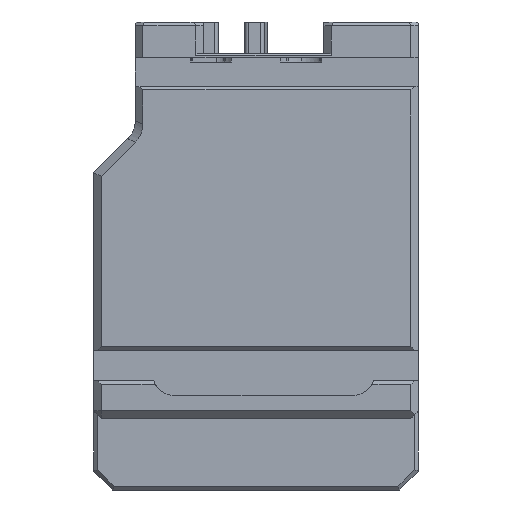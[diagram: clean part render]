
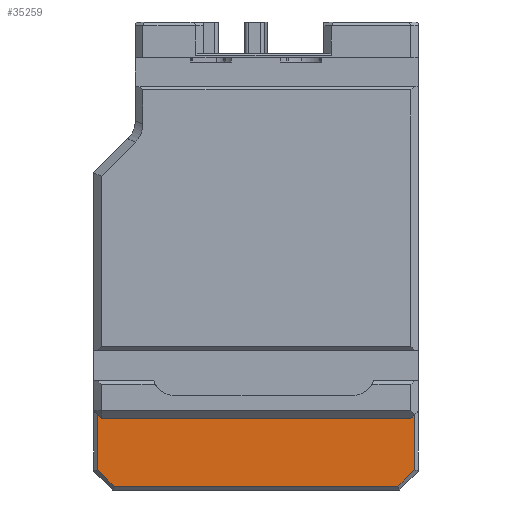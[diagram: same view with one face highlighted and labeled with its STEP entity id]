
A CAD part, left-side view. The second image highlights one B-rep face of the part: STEP entity #35259.
In plain terms, the highlighted planar face has unit normal (-1, 0, 0).
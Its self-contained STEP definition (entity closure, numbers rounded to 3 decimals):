
#15726 = PLANE('',#15727);
#15727 = AXIS2_PLACEMENT_3D('',#15728,#15729,#15730);
#15728 = CARTESIAN_POINT('',(88.074,-48.,-105.));
#15729 = DIRECTION('',(0.,-0.707,-0.707));
#15730 = DIRECTION('',(1.,0.,0.));
#15754 = PLANE('',#15755);
#15755 = AXIS2_PLACEMENT_3D('',#15756,#15757,#15758);
#15756 = CARTESIAN_POINT('',(1.,-50.,-124.));
#15757 = DIRECTION('',(0.707,0.707,0.));
#15758 = DIRECTION('',(0.,0.,-1.));
#18504 = PLANE('',#18505);
#18505 = AXIS2_PLACEMENT_3D('',#18506,#18507,#18508);
#18506 = CARTESIAN_POINT('',(1.,36.,0.));
#18507 = DIRECTION('',(-0.707,0.707,0.));
#18508 = DIRECTION('',(0.,0.,-1.));
#18532 = PLANE('',#18533);
#18533 = AXIS2_PLACEMENT_3D('',#18534,#18535,#18536);
#18534 = CARTESIAN_POINT('',(0.,36.,-103.));
#18535 = DIRECTION('',(0.,-0.707,0.707));
#18536 = DIRECTION('',(-1.,0.,0.));
#27166 = EDGE_CURVE('',#27167,#27169,#27171,.T.);
#27167 = VERTEX_POINT('',#27168);
#27168 = CARTESIAN_POINT('',(0.,-49.,-104.));
#27169 = VERTEX_POINT('',#27170);
#27170 = CARTESIAN_POINT('',(0.,-48.,-105.));
#27171 = SURFACE_CURVE('',#27172,(#27176,#27183),.PCURVE_S1.);
#27172 = LINE('',#27173,#27174);
#27173 = CARTESIAN_POINT('',(0.,-48.,-105.));
#27174 = VECTOR('',#27175,1.);
#27175 = DIRECTION('',(0.,0.707,-0.707));
#27176 = PCURVE('',#15726,#27177);
#27177 = DEFINITIONAL_REPRESENTATION('',(#27178),#27182);
#27178 = LINE('',#27179,#27180);
#27179 = CARTESIAN_POINT('',(-88.074,0.));
#27180 = VECTOR('',#27181,1.);
#27181 = DIRECTION('',(0.,-1.));
#27182 = ( GEOMETRIC_REPRESENTATION_CONTEXT(2) 
PARAMETRIC_REPRESENTATION_CONTEXT() REPRESENTATION_CONTEXT('2D SPACE',''
  ) );
#27183 = PCURVE('',#27184,#27189);
#27184 = PLANE('',#27185);
#27185 = AXIS2_PLACEMENT_3D('',#27186,#27187,#27188);
#27186 = CARTESIAN_POINT('',(0.,0.,0.));
#27187 = DIRECTION('',(-1.,0.,0.));
#27188 = DIRECTION('',(0.,-1.,0.));
#27189 = DEFINITIONAL_REPRESENTATION('',(#27190),#27194);
#27190 = LINE('',#27191,#27192);
#27191 = CARTESIAN_POINT('',(48.,-105.));
#27192 = VECTOR('',#27193,1.);
#27193 = DIRECTION('',(-0.707,-0.707));
#27194 = ( GEOMETRIC_REPRESENTATION_CONTEXT(2) 
PARAMETRIC_REPRESENTATION_CONTEXT() REPRESENTATION_CONTEXT('2D SPACE',''
  ) );
#27283 = PLANE('',#27284);
#27284 = AXIS2_PLACEMENT_3D('',#27285,#27286,#27287);
#27285 = CARTESIAN_POINT('',(88.074,36.,-105.));
#27286 = DIRECTION('',(0.,0.,1.));
#27287 = DIRECTION('',(0.,-1.,0.));
#27299 = EDGE_CURVE('',#27300,#27167,#27302,.T.);
#27300 = VERTEX_POINT('',#27301);
#27301 = CARTESIAN_POINT('',(0.,-49.,-118.586));
#27302 = SURFACE_CURVE('',#27303,(#27307,#27314),.PCURVE_S1.);
#27303 = LINE('',#27304,#27305);
#27304 = CARTESIAN_POINT('',(0.,-49.,0.));
#27305 = VECTOR('',#27306,1.);
#27306 = DIRECTION('',(0.,0.,1.));
#27307 = PCURVE('',#15754,#27308);
#27308 = DEFINITIONAL_REPRESENTATION('',(#27309),#27313);
#27309 = LINE('',#27310,#27311);
#27310 = CARTESIAN_POINT('',(-124.,1.414));
#27311 = VECTOR('',#27312,1.);
#27312 = DIRECTION('',(-1.,0.));
#27313 = ( GEOMETRIC_REPRESENTATION_CONTEXT(2) 
PARAMETRIC_REPRESENTATION_CONTEXT() REPRESENTATION_CONTEXT('2D SPACE',''
  ) );
#27314 = PCURVE('',#27184,#27315);
#27315 = DEFINITIONAL_REPRESENTATION('',(#27316),#27320);
#27316 = LINE('',#27317,#27318);
#27317 = CARTESIAN_POINT('',(49.,0.));
#27318 = VECTOR('',#27319,1.);
#27319 = DIRECTION('',(0.,1.));
#27320 = ( GEOMETRIC_REPRESENTATION_CONTEXT(2) 
PARAMETRIC_REPRESENTATION_CONTEXT() REPRESENTATION_CONTEXT('2D SPACE',''
  ) );
#27336 = PLANE('',#27337);
#27337 = AXIS2_PLACEMENT_3D('',#27338,#27339,#27340);
#27338 = CARTESIAN_POINT('',(0.,-83.793,-83.793)
  );
#27339 = DIRECTION('',(0.707,0.5,0.5));
#27340 = DIRECTION('',(0.,-0.707,0.707
    ));
#28985 = PLANE('',#28986);
#28986 = AXIS2_PLACEMENT_3D('',#28987,#28988,#28989);
#28987 = CARTESIAN_POINT('',(0.,76.793,-76.793)
  );
#28988 = DIRECTION('',(-0.707,0.5,-0.5));
#28989 = DIRECTION('',(0.,0.707,0.707
    ));
#29001 = VERTEX_POINT('',#29002);
#29002 = CARTESIAN_POINT('',(0.,35.,-104.));
#29025 = VERTEX_POINT('',#29026);
#29026 = CARTESIAN_POINT('',(0.,35.,-118.586));
#29047 = EDGE_CURVE('',#29001,#29025,#29048,.T.);
#29048 = SURFACE_CURVE('',#29049,(#29053,#29060),.PCURVE_S1.);
#29049 = LINE('',#29050,#29051);
#29050 = CARTESIAN_POINT('',(0.,35.,-119.));
#29051 = VECTOR('',#29052,1.);
#29052 = DIRECTION('',(0.,0.,-1.));
#29053 = PCURVE('',#18504,#29054);
#29054 = DEFINITIONAL_REPRESENTATION('',(#29055),#29059);
#29055 = LINE('',#29056,#29057);
#29056 = CARTESIAN_POINT('',(119.,1.414));
#29057 = VECTOR('',#29058,1.);
#29058 = DIRECTION('',(1.,0.));
#29059 = ( GEOMETRIC_REPRESENTATION_CONTEXT(2) 
PARAMETRIC_REPRESENTATION_CONTEXT() REPRESENTATION_CONTEXT('2D SPACE',''
  ) );
#29060 = PCURVE('',#27184,#29061);
#29061 = DEFINITIONAL_REPRESENTATION('',(#29062),#29066);
#29062 = LINE('',#29063,#29064);
#29063 = CARTESIAN_POINT('',(-35.,-119.));
#29064 = VECTOR('',#29065,1.);
#29065 = DIRECTION('',(0.,-1.));
#29066 = ( GEOMETRIC_REPRESENTATION_CONTEXT(2) 
PARAMETRIC_REPRESENTATION_CONTEXT() REPRESENTATION_CONTEXT('2D SPACE',''
  ) );
#29071 = EDGE_CURVE('',#29072,#29001,#29074,.T.);
#29072 = VERTEX_POINT('',#29073);
#29073 = CARTESIAN_POINT('',(0.,34.,-105.));
#29074 = SURFACE_CURVE('',#29075,(#29079,#29086),.PCURVE_S1.);
#29075 = LINE('',#29076,#29077);
#29076 = CARTESIAN_POINT('',(0.,36.,-103.));
#29077 = VECTOR('',#29078,1.);
#29078 = DIRECTION('',(0.,0.707,0.707));
#29079 = PCURVE('',#18532,#29080);
#29080 = DEFINITIONAL_REPRESENTATION('',(#29081),#29085);
#29081 = LINE('',#29082,#29083);
#29082 = CARTESIAN_POINT('',(0.,0.));
#29083 = VECTOR('',#29084,1.);
#29084 = DIRECTION('',(0.,-1.));
#29085 = ( GEOMETRIC_REPRESENTATION_CONTEXT(2) 
PARAMETRIC_REPRESENTATION_CONTEXT() REPRESENTATION_CONTEXT('2D SPACE',''
  ) );
#29086 = PCURVE('',#27184,#29087);
#29087 = DEFINITIONAL_REPRESENTATION('',(#29088),#29092);
#29088 = LINE('',#29089,#29090);
#29089 = CARTESIAN_POINT('',(-36.,-103.));
#29090 = VECTOR('',#29091,1.);
#29091 = DIRECTION('',(-0.707,0.707));
#29092 = ( GEOMETRIC_REPRESENTATION_CONTEXT(2) 
PARAMETRIC_REPRESENTATION_CONTEXT() REPRESENTATION_CONTEXT('2D SPACE',''
  ) );
#30869 = PLANE('',#30870);
#30870 = AXIS2_PLACEMENT_3D('',#30871,#30872,#30873);
#30871 = CARTESIAN_POINT('',(1.,0.,-124.));
#30872 = DIRECTION('',(-0.707,0.,-0.707));
#30873 = DIRECTION('',(0.,-1.,0.));
#35259 = ADVANCED_FACE('',(#35260),#27184,.T.);
#35260 = FACE_BOUND('',#35261,.T.);
#35261 = EDGE_LOOP('',(#35262,#35285,#35286,#35287,#35308,#35309,#35310,
    #35333));
#35262 = ORIENTED_EDGE('',*,*,#35263,.T.);
#35263 = EDGE_CURVE('',#35264,#27300,#35266,.T.);
#35264 = VERTEX_POINT('',#35265);
#35265 = CARTESIAN_POINT('',(0.,-44.586,-123.));
#35266 = SURFACE_CURVE('',#35267,(#35271,#35278),.PCURVE_S1.);
#35267 = LINE('',#35268,#35269);
#35268 = CARTESIAN_POINT('',(0.,-83.793,-83.793)
  );
#35269 = VECTOR('',#35270,1.);
#35270 = DIRECTION('',(0.,-0.707,0.707));
#35271 = PCURVE('',#27184,#35272);
#35272 = DEFINITIONAL_REPRESENTATION('',(#35273),#35277);
#35273 = LINE('',#35274,#35275);
#35274 = CARTESIAN_POINT('',(83.793,-83.793));
#35275 = VECTOR('',#35276,1.);
#35276 = DIRECTION('',(0.707,0.707));
#35277 = ( GEOMETRIC_REPRESENTATION_CONTEXT(2) 
PARAMETRIC_REPRESENTATION_CONTEXT() REPRESENTATION_CONTEXT('2D SPACE',''
  ) );
#35278 = PCURVE('',#27336,#35279);
#35279 = DEFINITIONAL_REPRESENTATION('',(#35280),#35284);
#35280 = LINE('',#35281,#35282);
#35281 = CARTESIAN_POINT('',(0.,0.));
#35282 = VECTOR('',#35283,1.);
#35283 = DIRECTION('',(1.,0.));
#35284 = ( GEOMETRIC_REPRESENTATION_CONTEXT(2) 
PARAMETRIC_REPRESENTATION_CONTEXT() REPRESENTATION_CONTEXT('2D SPACE',''
  ) );
#35285 = ORIENTED_EDGE('',*,*,#27299,.T.);
#35286 = ORIENTED_EDGE('',*,*,#27166,.T.);
#35287 = ORIENTED_EDGE('',*,*,#35288,.F.);
#35288 = EDGE_CURVE('',#29072,#27169,#35289,.T.);
#35289 = SURFACE_CURVE('',#35290,(#35294,#35301),.PCURVE_S1.);
#35290 = LINE('',#35291,#35292);
#35291 = CARTESIAN_POINT('',(0.,36.,-105.));
#35292 = VECTOR('',#35293,1.);
#35293 = DIRECTION('',(0.,-1.,0.));
#35294 = PCURVE('',#27184,#35295);
#35295 = DEFINITIONAL_REPRESENTATION('',(#35296),#35300);
#35296 = LINE('',#35297,#35298);
#35297 = CARTESIAN_POINT('',(-36.,-105.));
#35298 = VECTOR('',#35299,1.);
#35299 = DIRECTION('',(1.,0.));
#35300 = ( GEOMETRIC_REPRESENTATION_CONTEXT(2) 
PARAMETRIC_REPRESENTATION_CONTEXT() REPRESENTATION_CONTEXT('2D SPACE',''
  ) );
#35301 = PCURVE('',#27283,#35302);
#35302 = DEFINITIONAL_REPRESENTATION('',(#35303),#35307);
#35303 = LINE('',#35304,#35305);
#35304 = CARTESIAN_POINT('',(0.,-88.074));
#35305 = VECTOR('',#35306,1.);
#35306 = DIRECTION('',(1.,0.));
#35307 = ( GEOMETRIC_REPRESENTATION_CONTEXT(2) 
PARAMETRIC_REPRESENTATION_CONTEXT() REPRESENTATION_CONTEXT('2D SPACE',''
  ) );
#35308 = ORIENTED_EDGE('',*,*,#29071,.T.);
#35309 = ORIENTED_EDGE('',*,*,#29047,.T.);
#35310 = ORIENTED_EDGE('',*,*,#35311,.T.);
#35311 = EDGE_CURVE('',#29025,#35312,#35314,.T.);
#35312 = VERTEX_POINT('',#35313);
#35313 = CARTESIAN_POINT('',(0.,30.586,-123.));
#35314 = SURFACE_CURVE('',#35315,(#35319,#35326),.PCURVE_S1.);
#35315 = LINE('',#35316,#35317);
#35316 = CARTESIAN_POINT('',(0.,76.793,-76.793)
  );
#35317 = VECTOR('',#35318,1.);
#35318 = DIRECTION('',(0.,-0.707,-0.707));
#35319 = PCURVE('',#27184,#35320);
#35320 = DEFINITIONAL_REPRESENTATION('',(#35321),#35325);
#35321 = LINE('',#35322,#35323);
#35322 = CARTESIAN_POINT('',(-76.793,-76.793));
#35323 = VECTOR('',#35324,1.);
#35324 = DIRECTION('',(0.707,-0.707));
#35325 = ( GEOMETRIC_REPRESENTATION_CONTEXT(2) 
PARAMETRIC_REPRESENTATION_CONTEXT() REPRESENTATION_CONTEXT('2D SPACE',''
  ) );
#35326 = PCURVE('',#28985,#35327);
#35327 = DEFINITIONAL_REPRESENTATION('',(#35328),#35332);
#35328 = LINE('',#35329,#35330);
#35329 = CARTESIAN_POINT('',(0.,0.));
#35330 = VECTOR('',#35331,1.);
#35331 = DIRECTION('',(-1.,0.));
#35332 = ( GEOMETRIC_REPRESENTATION_CONTEXT(2) 
PARAMETRIC_REPRESENTATION_CONTEXT() REPRESENTATION_CONTEXT('2D SPACE',''
  ) );
#35333 = ORIENTED_EDGE('',*,*,#35334,.T.);
#35334 = EDGE_CURVE('',#35312,#35264,#35335,.T.);
#35335 = SURFACE_CURVE('',#35336,(#35340,#35347),.PCURVE_S1.);
#35336 = LINE('',#35337,#35338);
#35337 = CARTESIAN_POINT('',(0.,-45.,-123.));
#35338 = VECTOR('',#35339,1.);
#35339 = DIRECTION('',(0.,-1.,0.));
#35340 = PCURVE('',#27184,#35341);
#35341 = DEFINITIONAL_REPRESENTATION('',(#35342),#35346);
#35342 = LINE('',#35343,#35344);
#35343 = CARTESIAN_POINT('',(45.,-123.));
#35344 = VECTOR('',#35345,1.);
#35345 = DIRECTION('',(1.,0.));
#35346 = ( GEOMETRIC_REPRESENTATION_CONTEXT(2) 
PARAMETRIC_REPRESENTATION_CONTEXT() REPRESENTATION_CONTEXT('2D SPACE',''
  ) );
#35347 = PCURVE('',#30869,#35348);
#35348 = DEFINITIONAL_REPRESENTATION('',(#35349),#35353);
#35349 = LINE('',#35350,#35351);
#35350 = CARTESIAN_POINT('',(45.,1.414));
#35351 = VECTOR('',#35352,1.);
#35352 = DIRECTION('',(1.,0.));
#35353 = ( GEOMETRIC_REPRESENTATION_CONTEXT(2) 
PARAMETRIC_REPRESENTATION_CONTEXT() REPRESENTATION_CONTEXT('2D SPACE',''
  ) );
